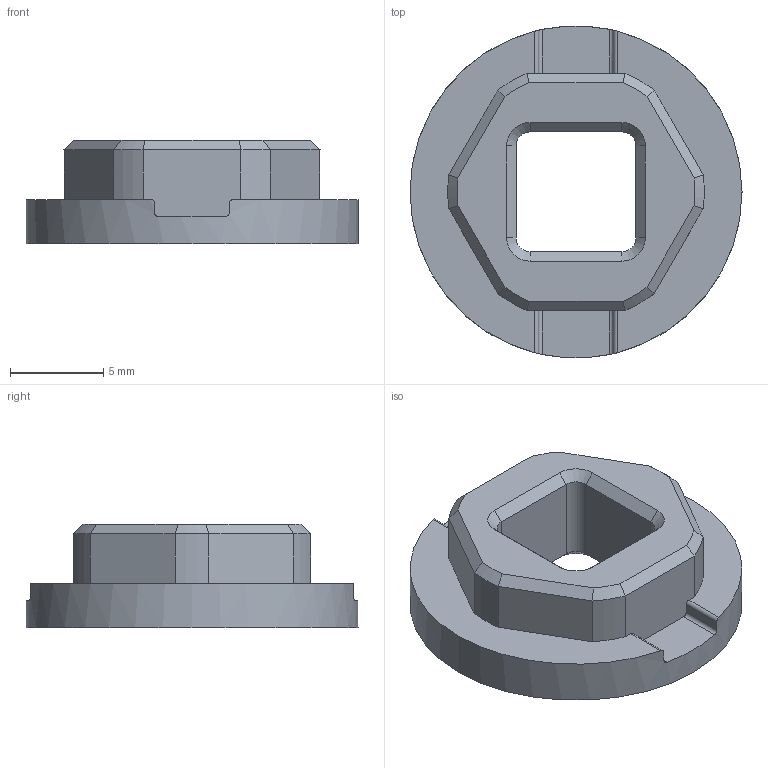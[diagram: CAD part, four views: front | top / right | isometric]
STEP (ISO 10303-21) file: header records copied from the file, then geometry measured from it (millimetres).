
FILE_DESCRIPTION(/* description */ ('STEP AP214'),/* implementation_level */ '2;1');
FILE_NAME(/* name */ 'Hex to Square 0.125in_MIR1.ipt.step',/* time_stamp */ '2020-04-16T23:23:31-04:00',/* author */ (''),/* organization */ (''),/* preprocessor_version */ 'ST-DEVELOPER v17',/* originating_system */ 'Autodesk Inventor 2019',/* authorisation */ '');
FILE_SCHEMA (('AUTOMOTIVE_DESIGN { 1 0 10303 214 3 1 1 }'));
Length unit declared in the file: millimetre
Products named in the file (1): Hex to Square 0.125in_MIR1
Bounding box: 17.78 x 17.78 x 5.54 mm (x, y, z)
Volume: 768.7 mm3; surface area: 797.5 mm2
Topology: 1 solids, 1 shells, 67 faces, 168 edges, 103 vertices
Faces by surface type: plane 34, cylinder 19, cone 14
Full cylindrical faces by diameter (mm): 17.78 x1
Entity records: 2160 total; most frequent: CARTESIAN_POINT 411, DIRECTION 357, ORIENTED_EDGE 336, EDGE_CURVE 168, AXIS2_PLACEMENT_3D 129, VERTEX_POINT 103, LINE 99, VECTOR 99
